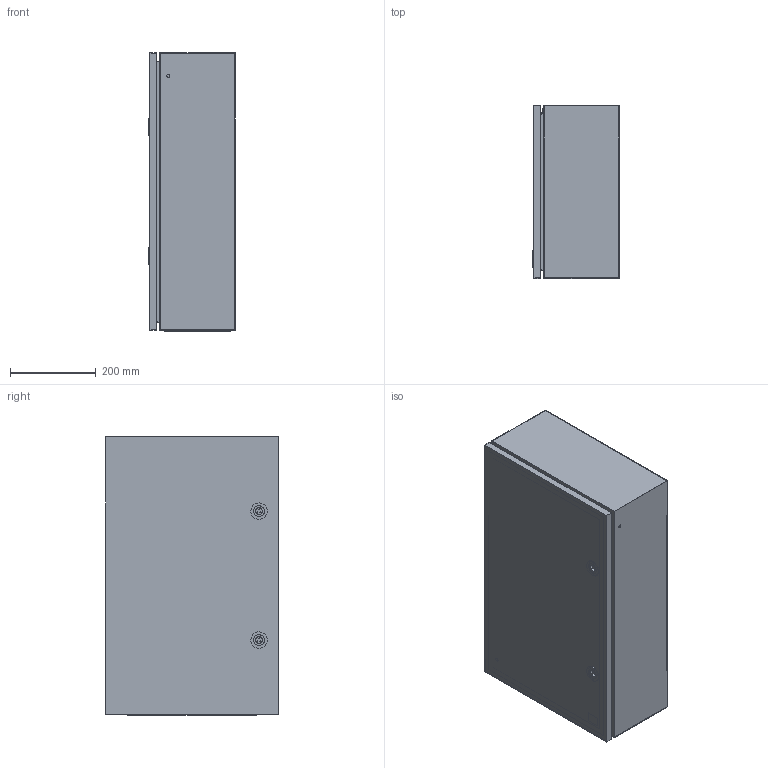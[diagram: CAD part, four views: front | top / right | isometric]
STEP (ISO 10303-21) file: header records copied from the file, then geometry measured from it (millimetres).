
FILE_DESCRIPTION((''),'2;1');
FILE_NAME('GW46034_QUADRO_METALLO_PORTA_ASM','2020-07-24T11:12:41',('User'),('Technoprobe spa'),'CREO PARAMETRIC BY PTC INC, 2019471','CREO PARAMETRIC BY PTC INC, 2019471','');
FILE_SCHEMA(('CONFIG_CONTROL_DESIGN'));
Length unit declared in the file: millimetre
Products named in the file (3): 65713265; 657131900A3; GW46034_QUADRO_METALLO_PORTA_ASM
Assembly tree (2 placements, depth 2):
  GW46034_QUADRO_METALLO_PORTA_ASM
    65713265
    657131900A3
Bounding box: 202 x 402.2 x 647 mm (x, y, z)
Volume: 1284960.4 mm3; surface area: 2024470.1 mm2
Topology: 2 solids, 2 shells, 342 faces, 872 edges, 580 vertices
Faces by surface type: plane 190, cylinder 152
Entity records: 10720 total; most frequent: CARTESIAN_POINT 1935, DIRECTION 1858, ORIENTED_EDGE 1744, EDGE_CURVE 872, AXIS2_PLACEMENT_3D 647, VERTEX_POINT 580, VECTOR 564, LINE 564
